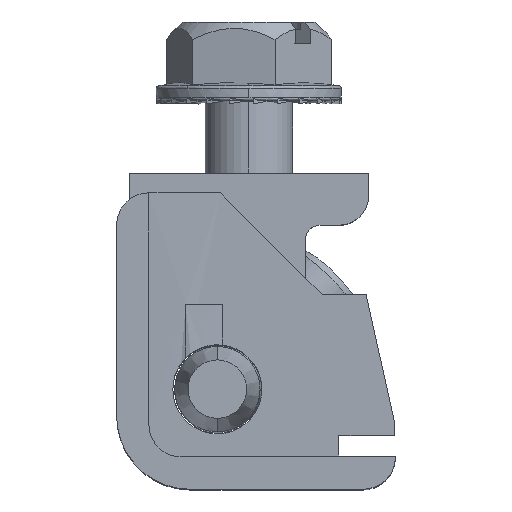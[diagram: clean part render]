
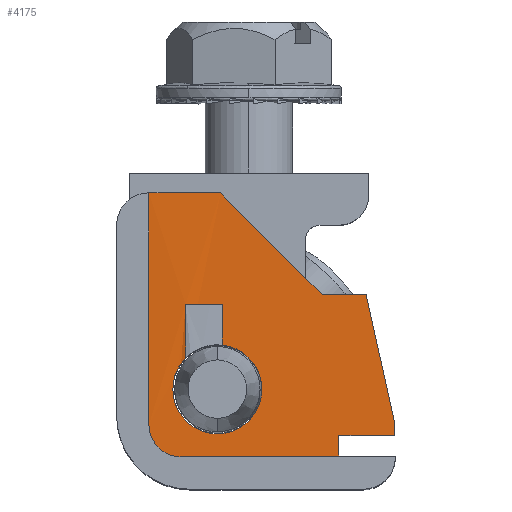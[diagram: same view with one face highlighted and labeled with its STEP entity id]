
A CAD part, top view. The second image highlights one B-rep face of the part: STEP entity #4175.
In plain terms, the highlighted planar face has unit normal (0, 0, 1).
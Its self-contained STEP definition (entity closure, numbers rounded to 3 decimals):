
#45 = CARTESIAN_POINT ( 'NONE',  ( -20.55, -14.55, 3.869 ) ) ;
#140 = AXIS2_PLACEMENT_3D ( 'NONE', #4193, #1011, #562 ) ;
#187 = ORIENTED_EDGE ( 'NONE', *, *, #5238, .T. ) ;
#227 = CARTESIAN_POINT ( 'NONE',  ( -8.422, -8.733, 3.869 ) ) ;
#243 = EDGE_CURVE ( 'NONE', #352, #4469, #4319, .T. ) ;
#275 = CARTESIAN_POINT ( 'NONE',  ( -23.028, -19.189, 3.869 ) ) ;
#287 = CARTESIAN_POINT ( 'NONE',  ( -12.224, -1.099, 3.869 ) ) ;
#295 = AXIS2_PLACEMENT_3D ( 'NONE', #3986, #1260, #330 ) ;
#325 = EDGE_CURVE ( 'NONE', #1814, #4637, #4387, .T. ) ;
#330 = DIRECTION ( 'NONE',  ( 1., 0., 0. ) ) ;
#352 = VERTEX_POINT ( 'NONE', #812 ) ;
#379 = VERTEX_POINT ( 'NONE', #3931 ) ;
#430 = CARTESIAN_POINT ( 'NONE',  ( -22.726, -8.733, 3.97 ) ) ;
#446 = ORIENTED_EDGE ( 'NONE', *, *, #2932, .F. ) ;
#540 = ORIENTED_EDGE ( 'NONE', *, *, #2718, .F. ) ;
#562 = DIRECTION ( 'NONE',  ( -1., 0., 0. ) ) ;
#598 = CIRCLE ( 'NONE', #3537, 3.05 ) ;
#624 = CARTESIAN_POINT ( 'NONE',  ( -25.239, -16.978, 3.869 ) ) ;
#693 = DIRECTION ( 'NONE',  ( 1., 0., 0. ) ) ;
#698 = ORIENTED_EDGE ( 'NONE', *, *, #2153, .T. ) ;
#796 = CARTESIAN_POINT ( 'NONE',  ( -8.422, -16.777, 3.869 ) ) ;
#812 = CARTESIAN_POINT ( 'NONE',  ( -20.214, -8.733, 3.869 ) ) ;
#881 = EDGE_LOOP ( 'NONE', ( #5786, #446, #187, #2426, #5816, #5131, #2898, #4557, #1702, #540 ) ) ;
#887 = VECTOR ( 'NONE', #3216, 1000. ) ;
#888 = DIRECTION ( 'NONE',  ( -1., 0., 0. ) ) ;
#939 = EDGE_CURVE ( 'NONE', #2476, #1764, #4400, .T. ) ;
#1011 = DIRECTION ( 'NONE',  ( 0., 0., -1. ) ) ;
#1013 = ORIENTED_EDGE ( 'NONE', *, *, #4974, .T. ) ;
#1052 = ORIENTED_EDGE ( 'NONE', *, *, #4676, .T. ) ;
#1057 = FACE_BOUND ( 'NONE', #4344, .T. ) ;
#1083 = DIRECTION ( 'NONE',  ( 0., -1., 0. ) ) ;
#1155 = LINE ( 'NONE', #5658, #1862 ) ;
#1162 = CARTESIAN_POINT ( 'NONE',  ( -20.214, -11.519, 3.869 ) ) ;
#1244 = VERTEX_POINT ( 'NONE', #5180 ) ;
#1248 = CARTESIAN_POINT ( 'NONE',  ( -12.224, -17.688, 3.869 ) ) ;
#1260 = DIRECTION ( 'NONE',  ( 0., 0., 1. ) ) ;
#1340 = DIRECTION ( 'NONE',  ( 0., 0., -1. ) ) ;
#1411 = CARTESIAN_POINT ( 'NONE',  ( -13.38, -8.034, 3.869 ) ) ;
#1426 = VERTEX_POINT ( 'NONE', #1713 ) ;
#1631 = LINE ( 'NONE', #227, #4648 ) ;
#1656 = CARTESIAN_POINT ( 'NONE',  ( -22.726, -12.413, 3.869 ) ) ;
#1702 = ORIENTED_EDGE ( 'NONE', *, *, #2279, .F. ) ;
#1713 = CARTESIAN_POINT ( 'NONE',  ( -13.38, -8.034, 3.869 ) ) ;
#1719 = CARTESIAN_POINT ( 'NONE',  ( -8.422, -16.777, 3.869 ) ) ;
#1764 = VERTEX_POINT ( 'NONE', #5209 ) ;
#1809 = B_SPLINE_CURVE_WITH_KNOTS ( 'NONE', 3,
 ( #1656, #5292, #5323, #4875 ),
 .UNSPECIFIED., .F., .F.,
 ( 4, 4 ),
 ( 0., 1. ),
 .UNSPECIFIED. ) ;
#1814 = VERTEX_POINT ( 'NONE', #624 ) ;
#1817 = CARTESIAN_POINT ( 'NONE',  ( -20.55, -14.55, 3.869 ) ) ;
#1862 = VECTOR ( 'NONE', #3354, 1000. ) ;
#2027 = CARTESIAN_POINT ( 'NONE',  ( -20.214, -1.099, 3.869 ) ) ;
#2050 = DIRECTION ( 'NONE',  ( 1., 0., 0. ) ) ;
#2074 = EDGE_CURVE ( 'NONE', #1244, #1426, #2345, .T. ) ;
#2153 = EDGE_CURVE ( 'NONE', #4469, #3258, #2987, .T. ) ;
#2259 = DIRECTION ( 'NONE',  ( 0., -1., 0. ) ) ;
#2279 = EDGE_CURVE ( 'NONE', #2297, #1244, #1155, .T. ) ;
#2297 = VERTEX_POINT ( 'NONE', #4783 ) ;
#2311 = DIRECTION ( 'NONE',  ( 0., 0., -1. ) ) ;
#2345 = LINE ( 'NONE', #4610, #2422 ) ;
#2355 = CIRCLE ( 'NONE', #3967, 3.05 ) ;
#2422 = VECTOR ( 'NONE', #4968, 1000. ) ;
#2426 = ORIENTED_EDGE ( 'NONE', *, *, #939, .T. ) ;
#2448 = DIRECTION ( 'NONE',  ( -1., 0., 0. ) ) ;
#2476 = VERTEX_POINT ( 'NONE', #1248 ) ;
#2599 = VECTOR ( 'NONE', #5111, 1000. ) ;
#2632 = DIRECTION ( 'NONE',  ( -0.217, 0.976, 0. ) ) ;
#2704 = ORIENTED_EDGE ( 'NONE', *, *, #4534, .T. ) ;
#2718 = EDGE_CURVE ( 'NONE', #1814, #2297, #3288, .T. ) ;
#2724 = LINE ( 'NONE', #3202, #2917 ) ;
#2735 = AXIS2_PLACEMENT_3D ( 'NONE', #4233, #4263, #693 ) ;
#2825 = VECTOR ( 'NONE', #1083, 1000. ) ;
#2865 = CARTESIAN_POINT ( 'NONE',  ( -25.239, -1.099, 3.869 ) ) ;
#2882 = VECTOR ( 'NONE', #2448, 1000. ) ;
#2898 = ORIENTED_EDGE ( 'NONE', *, *, #3487, .F. ) ;
#2913 = VECTOR ( 'NONE', #2632, 1000. ) ;
#2917 = VECTOR ( 'NONE', #2259, 1000. ) ;
#2932 = EDGE_CURVE ( 'NONE', #5017, #4637, #4358, .T. ) ;
#2964 = DIRECTION ( 'NONE',  ( 0., 1., 0. ) ) ;
#2987 = CIRCLE ( 'NONE', #140, 3.05 ) ;
#3015 = VERTEX_POINT ( 'NONE', #4926 ) ;
#3144 = CARTESIAN_POINT ( 'NONE',  ( -23.028, -19.189, 3.869 ) ) ;
#3202 = CARTESIAN_POINT ( 'NONE',  ( -8.422, -16.777, 3.869 ) ) ;
#3216 = DIRECTION ( 'NONE',  ( 1., 0., 0. ) ) ;
#3258 = VERTEX_POINT ( 'NONE', #3782 ) ;
#3288 = LINE ( 'NONE', #2865, #2599 ) ;
#3354 = DIRECTION ( 'NONE',  ( 1., 0., 0. ) ) ;
#3487 = EDGE_CURVE ( 'NONE', #1426, #3015, #4146, .T. ) ;
#3537 = AXIS2_PLACEMENT_3D ( 'NONE', #45, #2311, #888 ) ;
#3548 = CARTESIAN_POINT ( 'NONE',  ( -23.6, -14.55, 3.869 ) ) ;
#3658 = EDGE_CURVE ( 'NONE', #3258, #4040, #598, .T. ) ;
#3699 = FACE_OUTER_BOUND ( 'NONE', #881, .T. ) ;
#3748 = ORIENTED_EDGE ( 'NONE', *, *, #243, .T. ) ;
#3752 = CARTESIAN_POINT ( 'NONE',  ( -12.224, -19.189, 3.869 ) ) ;
#3782 = CARTESIAN_POINT ( 'NONE',  ( -17.5, -14.55, 3.869 ) ) ;
#3931 = CARTESIAN_POINT ( 'NONE',  ( -22.726, -12.413, 3.97 ) ) ;
#3967 = AXIS2_PLACEMENT_3D ( 'NONE', #1817, #1340, #4075 ) ;
#3986 = CARTESIAN_POINT ( 'NONE',  ( -23.028, -16.978, 3.869 ) ) ;
#4040 = VERTEX_POINT ( 'NONE', #3548 ) ;
#4075 = DIRECTION ( 'NONE',  ( -1., 0., 0. ) ) ;
#4146 = LINE ( 'NONE', #1411, #887 ) ;
#4175 = ADVANCED_FACE ( 'NONE', ( #3699, #1057 ), #5532, .T. ) ;
#4193 = CARTESIAN_POINT ( 'NONE',  ( -20.55, -14.55, 3.869 ) ) ;
#4233 = CARTESIAN_POINT ( 'NONE',  ( -8.422, -1.099, 3.869 ) ) ;
#4263 = DIRECTION ( 'NONE',  ( 0., 0., 1. ) ) ;
#4319 = LINE ( 'NONE', #2027, #2825 ) ;
#4344 = EDGE_LOOP ( 'NONE', ( #3748, #698, #5874, #1052, #1013, #2704 ) ) ;
#4358 = LINE ( 'NONE', #275, #2882 ) ;
#4387 = CIRCLE ( 'NONE', #295, 2.211 ) ;
#4400 = LINE ( 'NONE', #5777, #5223 ) ;
#4449 = VECTOR ( 'NONE', #2964, 1000. ) ;
#4469 = VERTEX_POINT ( 'NONE', #1162 ) ;
#4534 = EDGE_CURVE ( 'NONE', #5688, #352, #1631, .T. ) ;
#4557 = ORIENTED_EDGE ( 'NONE', *, *, #2074, .F. ) ;
#4610 = CARTESIAN_POINT ( 'NONE',  ( -20.314, -1.099, 3.869 ) ) ;
#4637 = VERTEX_POINT ( 'NONE', #3144 ) ;
#4648 = VECTOR ( 'NONE', #2050, 1000. ) ;
#4676 = EDGE_CURVE ( 'NONE', #4040, #379, #2355, .T. ) ;
#4783 = CARTESIAN_POINT ( 'NONE',  ( -25.239, -1.099, 3.869 ) ) ;
#4875 = CARTESIAN_POINT ( 'NONE',  ( -22.726, -8.733, 3.97 ) ) ;
#4908 = DIRECTION ( 'NONE',  ( 1., 0., 0. ) ) ;
#4926 = CARTESIAN_POINT ( 'NONE',  ( -10.365, -8.034, 3.869 ) ) ;
#4968 = DIRECTION ( 'NONE',  ( 0.707, -0.707, 0. ) ) ;
#4974 = EDGE_CURVE ( 'NONE', #379, #5688, #1809, .T. ) ;
#4975 = EDGE_CURVE ( 'NONE', #5300, #3015, #5773, .T. ) ;
#5017 = VERTEX_POINT ( 'NONE', #3752 ) ;
#5111 = DIRECTION ( 'NONE',  ( 0., 1., 0. ) ) ;
#5131 = ORIENTED_EDGE ( 'NONE', *, *, #4975, .T. ) ;
#5180 = CARTESIAN_POINT ( 'NONE',  ( -20.314, -1.099, 3.869 ) ) ;
#5209 = CARTESIAN_POINT ( 'NONE',  ( -8.422, -17.688, 3.869 ) ) ;
#5223 = VECTOR ( 'NONE', #4908, 1000. ) ;
#5238 = EDGE_CURVE ( 'NONE', #5017, #2476, #5689, .T. ) ;
#5292 = CARTESIAN_POINT ( 'NONE',  ( -22.726, -11.187, 3.869 ) ) ;
#5300 = VERTEX_POINT ( 'NONE', #1719 ) ;
#5323 = CARTESIAN_POINT ( 'NONE',  ( -22.726, -9.96, 3.869 ) ) ;
#5326 = EDGE_CURVE ( 'NONE', #5300, #1764, #2724, .T. ) ;
#5532 = PLANE ( 'NONE',  #2735 ) ;
#5658 = CARTESIAN_POINT ( 'NONE',  ( -20.314, -1.099, 3.869 ) ) ;
#5688 = VERTEX_POINT ( 'NONE', #430 ) ;
#5689 = LINE ( 'NONE', #287, #4449 ) ;
#5773 = LINE ( 'NONE', #796, #2913 ) ;
#5777 = CARTESIAN_POINT ( 'NONE',  ( -8.422, -17.688, 3.869 ) ) ;
#5786 = ORIENTED_EDGE ( 'NONE', *, *, #325, .T. ) ;
#5816 = ORIENTED_EDGE ( 'NONE', *, *, #5326, .F. ) ;
#5874 = ORIENTED_EDGE ( 'NONE', *, *, #3658, .T. ) ;
